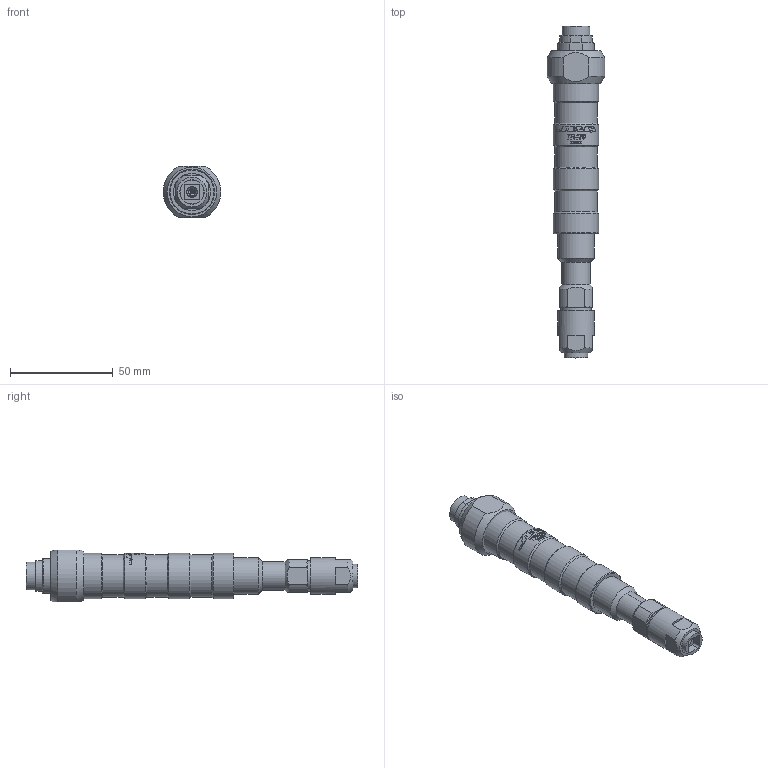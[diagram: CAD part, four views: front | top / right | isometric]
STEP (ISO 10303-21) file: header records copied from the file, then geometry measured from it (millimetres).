
FILE_DESCRIPTION (( 'STEP AP214' ), '1' );
FILE_NAME ('TR470-B.STEP', '2025-11-04T09:03:11', ( '' ), ( '' ), 'SwSTEP 2.0', 'SolidWorks 2024', '' );
FILE_SCHEMA (( 'AUTOMOTIVE_DESIGN' ));
Length unit declared in the file: millimetre
Products named in the file (27): 0019902_MARCADO TR470; 0002546; 0021423_MONTADO EN LAPIZ; 0028174_Longitud 15mm; 0025911; 0019909 STEP; 0021099; 0025912_PARA SIMETRIA; 0021423 - CABLE AZUL; 0030729; 0451036_DOBLADO; 0019898; 0021423 - CABLE ROJO; 0019908; 0025915_PARA SIMETRIA; 0021334; 0019909; 0002549; 0021423 - CABLE VERDE; 0019931_CONECTOR; 0028097_MARCADO (SIN LETRA VERSION); 0025914_PARA SIMETRIA; TR470-B; 0021423 - CABLE NEGRO; 0021421_Montaje 1105; 0019548 (RETRACTIL CONECTOR)_12 mm Conformado; 0911719_Predeterminada
Assembly tree (36 placements, depth 5):
  TR470-B
    0028097_MARCADO (SIN LETRA VERSION)
      0019902_MARCADO TR470
      0021334
      0019898
      0021099
      0021423_MONTADO EN LAPIZ
        0019931_CONECTOR
        0002549
        0002546
        0451036_DOBLADO
        0019909
          0019908
          0019909 STEP
        0019548 (RETRACTIL CONECTOR)_12 mm Conformado  x7
        0021421_Montaje 1105
        0021423 - CABLE NEGRO
        0021423 - CABLE VERDE
        0021423 - CABLE ROJO
        0021423 - CABLE AZUL
        0028174_Longitud 15mm  x3
      0911719_Predeterminada
      0025911
      0025912_PARA SIMETRIA
      0025914_PARA SIMETRIA
      0025915_PARA SIMETRIA
      0030729
        0025911
        0025912_PARA SIMETRIA
Bounding box: 27.9 x 161.5 x 25 mm (x, y, z)
Volume: 42091.7 mm3; surface area: 43883.5 mm2
Topology: 35 solids, 40 shells, 2688 faces, 6617 edges, 4069 vertices
Faces by surface type: bspline 895, cylinder 754, plane 674, torus 135, cone 130, sphere 100
Full cylindrical faces by diameter (mm): 0.5 x1, 0.55 x3, 0.8 x20, 1.2 x8, 1.4 x8, 1.49 x8, 1.5 x1, 1.8 x1, 1.82 x7, 1.9 x8, 2 x1, 2.1 x7, 2.3 x2, 2.5 x1, 2.62 x7, 2.9 x7, 3.2 x3, 3.7 x3, 3.9 x1, 4 x5, 5 x1, 5.5 x1, 7.5 x2, 10 x1, 11.5 x1, 11.7 x1, 11.8 x1, 12 x1, 13.5 x1, 13.6 x1
Entity records: 82194 total; most frequent: CARTESIAN_POINT 31688, ORIENTED_EDGE 9872, DIRECTION 6639, EDGE_CURVE 4940, VERTEX_POINT 3213, AXIS2_PLACEMENT_3D 2568, EDGE_LOOP 2371, FACE_OUTER_BOUND 2197
